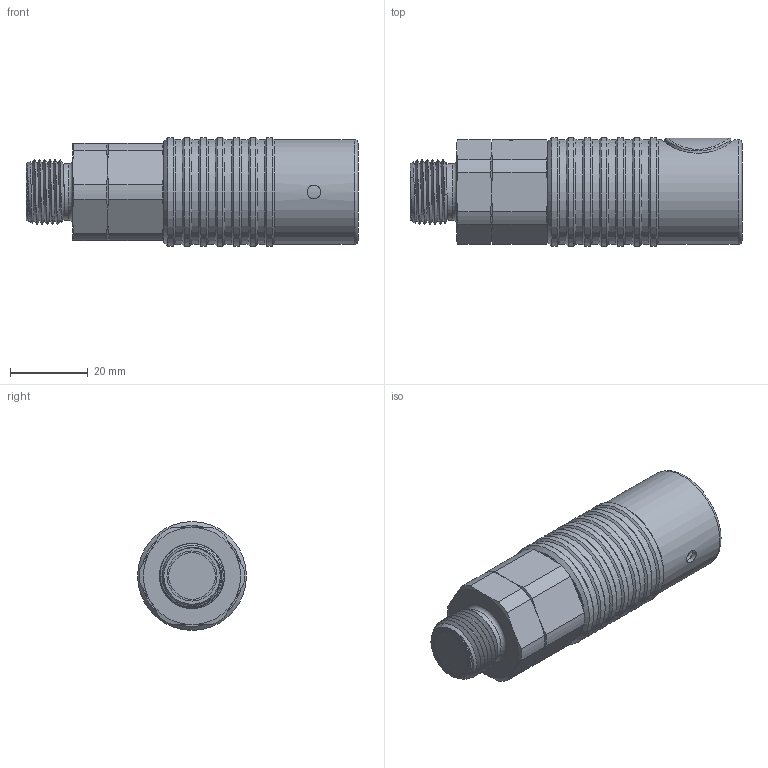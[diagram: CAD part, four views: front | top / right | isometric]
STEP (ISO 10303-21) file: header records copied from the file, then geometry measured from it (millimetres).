
FILE_DESCRIPTION(/* description */ (''),/* implementation_level */ '2;1');
FILE_NAME(/* name */ '84KPAW17APX.stp',/* time_stamp */ '2020-02-21T07:53:22+01:00',/* author */ ('IA176480'),/* organization */ (''),/* preprocessor_version */ 'ST-DEVELOPER v17',/* originating_system */ 'Autodesk Inventor 2019',/* authorisation */ '');
FILE_SCHEMA (('CONFIG_CONTROL_DESIGN'));
Length unit declared in the file: millimetre
Products named in the file (1): 84KPAW17APX
Bounding box: 85.4 x 28 x 28 mm (x, y, z)
Volume: 55278.8 mm3; surface area: 32180 mm2
Topology: 33 solids, 33 shells, 351 faces, 936 edges, 631 vertices
Faces by surface type: cylinder 124, plane 116, cone 66, sphere 17, torus 14, bspline 14
Full cylindrical faces by diameter (mm): 3.5 x2, 4 x15, 7.2 x2, 7.9 x1, 8 x1, 10.5 x1, 11.2 x1, 11.6 x2, 12 x1, 12.872 x1, 13.9 x4, 14 x3, 14.1 x2, 14.5 x1, 15.5 x2, 16.7 x5, 16.75 x1, 17 x1, 17.1 x1, 17.3 x2, 18 x1, 18.5 x1, 19 x1, 19.7 x2, 20 x1, 21.109 x1, 23 x2, 23.3 x1, 23.33 x1, 23.5 x8
Entity records: 22111 total; most frequent: CARTESIAN_POINT 13498, ORIENTED_EDGE 1802, DIRECTION 1782, EDGE_CURVE 901, AXIS2_PLACEMENT_3D 749, VERTEX_POINT 631, CIRCLE 407, EDGE_LOOP 398
